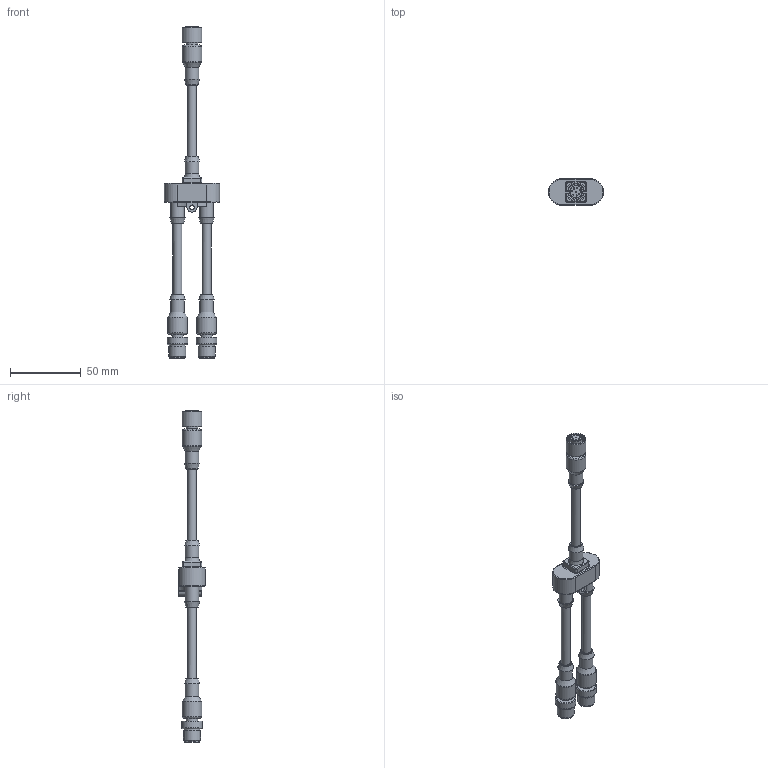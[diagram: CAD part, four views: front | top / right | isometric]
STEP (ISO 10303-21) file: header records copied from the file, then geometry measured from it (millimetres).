
FILE_DESCRIPTION(/* description */ ('STEP AP214'),/* implementation_level */ '2;1');
FILE_NAME(/* name */ '547888_NEBV-M12G8-KD-3-M12G4',/* time_stamp */ '2024-09-12T20:31:03+02:00',/* author */ ('License CC BY-ND 4.0'),/* organization */ ('CADENAS'),/* preprocessor_version */ 'ST-DEVELOPER v19.3',/* originating_system */ 'PARTsolutions',/* authorisation */ ' ');
FILE_SCHEMA (('AUTOMOTIVE_DESIGN {1 0 10303 214 3 1 1}'));
Length unit declared in the file: millimetre
Products named in the file (4): 547888 NEBV-M12G8-KD-3-M12G4; P3033M25 NEBV; P3033M22 NEBV; P3033M21 NEBV
Assembly tree (4 placements, depth 2):
  547888 NEBV-M12G8-KD-3-M12G4
    P3033M25 NEBV
    P3033M22 NEBV
    P3033M21 NEBV  x2
Bounding box: 38.8 x 18.8 x 234.1 mm (x, y, z)
Volume: 31974.1 mm3; surface area: 16813.1 mm2
Topology: 4 solids, 4 shells, 233 faces, 492 edges, 310 vertices
Faces by surface type: plane 98, cylinder 85, torus 26, cone 24
Full cylindrical faces by diameter (mm): 0.8 x8, 1 x8, 3.2 x1, 6.3 x6, 8 x3, 9 x2, 9.5 x6, 10.8 x2, 10.917 x1, 11.25 x2, 12 x2, 13.8 x3, 14 x1, 14.5 x2
Entity records: 5037 total; most frequent: DIRECTION 819, CARTESIAN_POINT 694, ORIENTED_EDGE 578, AXIS2_PLACEMENT_3D 356, EDGE_CURVE 289, EDGE_LOOP 266, FACE_BOUND 266, VERTEX_POINT 213
